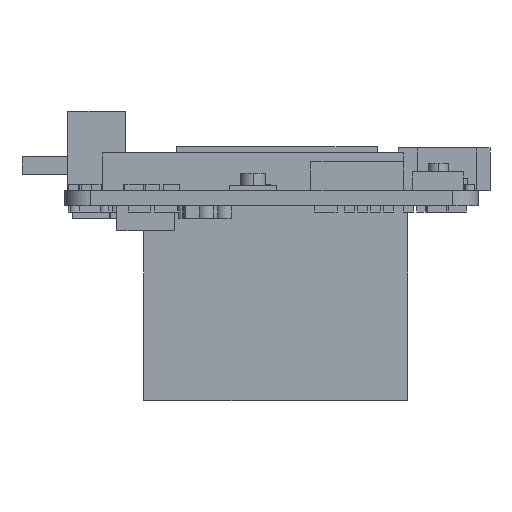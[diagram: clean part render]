
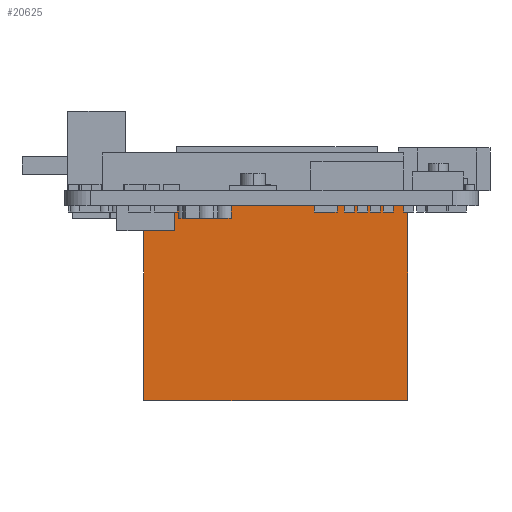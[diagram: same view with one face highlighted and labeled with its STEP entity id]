
A CAD part, front view. The second image highlights one B-rep face of the part: STEP entity #20625.
In plain terms, the highlighted planar face has unit normal (0, -1, 0).
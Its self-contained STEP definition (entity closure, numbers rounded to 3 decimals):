
#3676=DIRECTION('',(-1.,0.,0.));
#3677=VECTOR('',#3676,21.);
#3678=CARTESIAN_POINT('',(36.387,28.253,-1.2));
#3679=LINE('',#3678,#3677);
#6117=DIRECTION('',(0.,0.,-1.));
#6118=VECTOR('',#6117,15.5);
#6119=CARTESIAN_POINT('',(36.387,28.253,-1.2));
#6120=LINE('',#6119,#6118);
#6129=DIRECTION('',(0.,0.,-1.));
#6130=VECTOR('',#6129,15.5);
#6131=CARTESIAN_POINT('',(15.387,28.253,-1.2));
#6132=LINE('',#6131,#6130);
#6133=DIRECTION('',(-1.,0.,0.));
#6134=VECTOR('',#6133,21.);
#6135=CARTESIAN_POINT('',(36.387,28.253,-16.7));
#6136=LINE('',#6135,#6134);
#12995=CARTESIAN_POINT('',(36.387,28.253,-16.7));
#12996=CARTESIAN_POINT('',(15.387,28.253,-16.7));
#12997=VERTEX_POINT('',#12995);
#12998=VERTEX_POINT('',#12996);
#13003=CARTESIAN_POINT('',(36.387,28.253,-1.2));
#13004=CARTESIAN_POINT('',(15.387,28.253,-1.2));
#13005=VERTEX_POINT('',#13003);
#13006=VERTEX_POINT('',#13004);
#20611=CARTESIAN_POINT('',(36.387,28.253,-1.2));
#20612=DIRECTION('',(0.,-1.,0.));
#20613=DIRECTION('',(-1.,0.,0.));
#20614=AXIS2_PLACEMENT_3D('',#20611,#20612,#20613);
#20615=PLANE('',#20614);
#20616=ORIENTED_EDGE('',*,*,#15218,.F.);
#20618=ORIENTED_EDGE('',*,*,#20617,.T.);
#20620=ORIENTED_EDGE('',*,*,#20619,.T.);
#20622=ORIENTED_EDGE('',*,*,#20621,.F.);
#20623=EDGE_LOOP('',(#20616,#20618,#20620,#20622));
#20624=FACE_OUTER_BOUND('',#20623,.F.);
#15218=EDGE_CURVE('',#13005,#13006,#3679,.T.);
#20617=EDGE_CURVE('',#13005,#12997,#6120,.T.);
#20619=EDGE_CURVE('',#12997,#12998,#6136,.T.);
#20621=EDGE_CURVE('',#13006,#12998,#6132,.T.);
#20625=ADVANCED_FACE('',(#20624),#20615,.T.);
